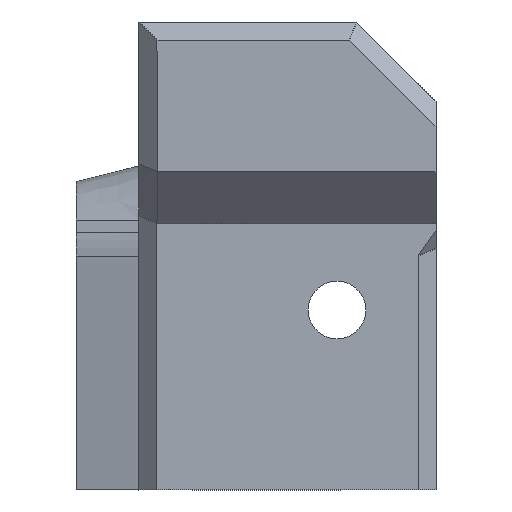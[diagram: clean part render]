
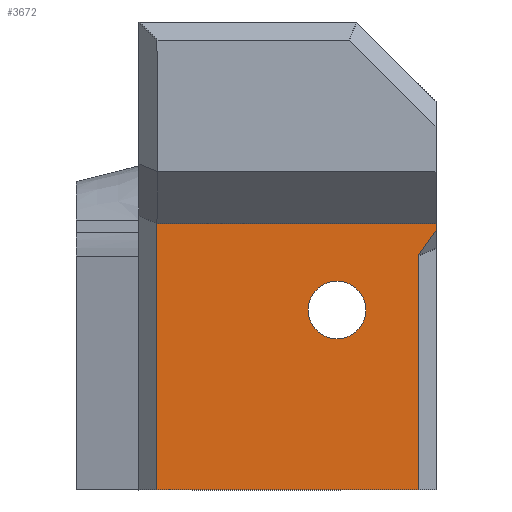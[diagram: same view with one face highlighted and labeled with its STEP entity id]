
A CAD part, front view. The second image highlights one B-rep face of the part: STEP entity #3672.
In plain terms, the highlighted planar face has unit normal (0, -1, 0).
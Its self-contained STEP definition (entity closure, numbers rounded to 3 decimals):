
#67=FACE_BOUND('',#1443,.T.);
#128=LINE('',#4979,#570);
#144=LINE('',#5011,#586);
#218=LINE('',#5234,#660);
#221=LINE('',#5241,#663);
#232=LINE('',#5262,#674);
#389=LINE('',#5656,#831);
#570=VECTOR('',#4063,10.);
#586=VECTOR('',#4085,10.);
#660=VECTOR('',#4177,10.);
#663=VECTOR('',#4182,10.);
#674=VECTOR('',#4201,10.);
#831=VECTOR('',#4536,10.);
#1066=PLANE('',#3905);
#1249=FACE_OUTER_BOUND('',#1442,.T.);
#1442=EDGE_LOOP('',(#3185,#3186,#3187,#3188,#3189,#3190));
#1443=EDGE_LOOP('',(#3191));
#1542=CIRCLE('',#3906,1.6);
#1604=VERTEX_POINT('',#4966);
#1609=VERTEX_POINT('',#4977);
#1622=VERTEX_POINT('',#5009);
#1714=VERTEX_POINT('',#5233);
#1716=VERTEX_POINT('',#5239);
#1717=VERTEX_POINT('',#5240);
#1880=VERTEX_POINT('',#5984);
#1974=EDGE_CURVE('',#1609,#1604,#128,.T.);
#1992=EDGE_CURVE('',#1622,#1609,#144,.T.);
#2085=EDGE_CURVE('',#1604,#1714,#218,.T.);
#2088=EDGE_CURVE('',#1716,#1717,#221,.T.);
#2099=EDGE_CURVE('',#1714,#1716,#232,.T.);
#2285=EDGE_CURVE('',#1717,#1622,#389,.T.);
#2362=EDGE_CURVE('',#1880,#1880,#1542,.T.);
#3185=ORIENTED_EDGE('',*,*,#1974,.F.);
#3186=ORIENTED_EDGE('',*,*,#1992,.F.);
#3187=ORIENTED_EDGE('',*,*,#2285,.F.);
#3188=ORIENTED_EDGE('',*,*,#2088,.F.);
#3189=ORIENTED_EDGE('',*,*,#2099,.F.);
#3190=ORIENTED_EDGE('',*,*,#2085,.F.);
#3191=ORIENTED_EDGE('',*,*,#2362,.T.);
#3672=ADVANCED_FACE('',(#1249,#67),#1066,.F.);
#3905=AXIS2_PLACEMENT_3D('',#5983,#4635,#4636);
#3906=AXIS2_PLACEMENT_3D('',#5985,#4637,#4638);
#4063=DIRECTION('',(0.,0.,1.));
#4085=DIRECTION('',(-1.,0.,0.));
#4177=DIRECTION('',(1.,0.,0.));
#4182=DIRECTION('',(-0.577,0.,-0.816));
#4201=DIRECTION('',(0.,0.,-1.));
#4536=DIRECTION('',(0.,0.,-1.));
#4635=DIRECTION('center_axis',(0.,1.,0.));
#4636=DIRECTION('ref_axis',(0.,0.,
1.));
#4637=DIRECTION('center_axis',(0.,1.,0.));
#4638=DIRECTION('ref_axis',(1.,0.,0.));
#4966=CARTESIAN_POINT('',(-2.,-18.5,14.8));
#4977=CARTESIAN_POINT('',(-2.,-18.5,0.));
#4979=CARTESIAN_POINT('',(-2.,-18.5,5.91));
#5009=CARTESIAN_POINT('',(12.5,-18.5,0.));
#5011=CARTESIAN_POINT('',(-3.5,-18.5,0.));
#5233=CARTESIAN_POINT('',(13.5,-18.5,14.8));
#5234=CARTESIAN_POINT('',(-3.,-18.5,14.8));
#5239=CARTESIAN_POINT('',(13.5,-18.5,14.414));
#5240=CARTESIAN_POINT('',(12.5,-18.5,13.));
#5241=CARTESIAN_POINT('',(7.638,-18.5,6.124));
#5262=CARTESIAN_POINT('',(13.5,-18.5,6.5));
#5656=CARTESIAN_POINT('',(12.5,-18.5,0.));
#5983=CARTESIAN_POINT('Origin',(-7.,-18.5,0.));
#5984=CARTESIAN_POINT('',(6.4,-18.5,10.));
#5985=CARTESIAN_POINT('Origin',(8.,-18.5,10.));
